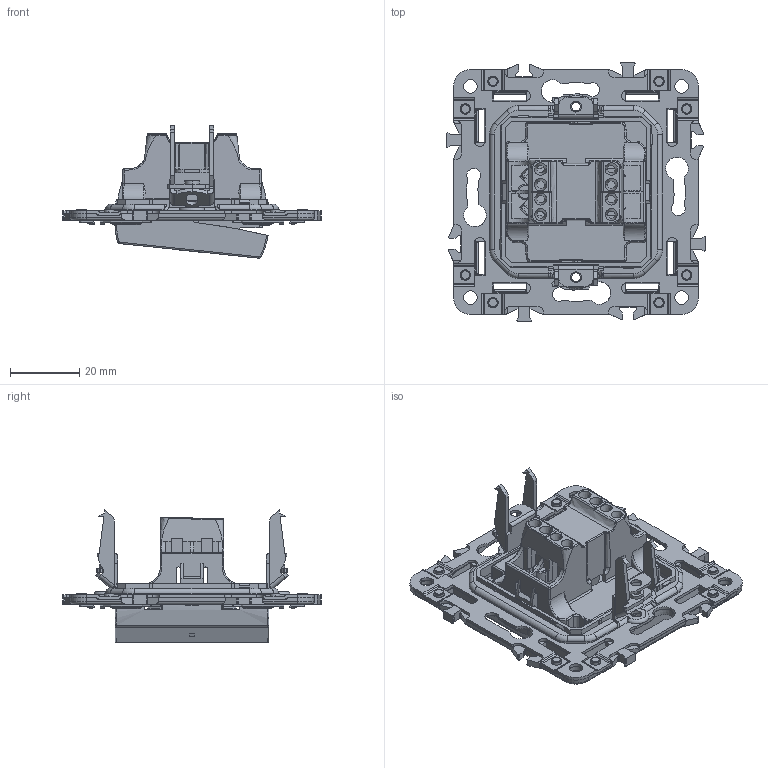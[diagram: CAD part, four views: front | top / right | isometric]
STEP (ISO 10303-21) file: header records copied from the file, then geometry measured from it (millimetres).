
FILE_DESCRIPTION (( 'STEP AP203' ), '1' );
FILE_NAME ('SK-V1-1-10-K01 SKANDY Âûêëþ÷. 1-êë. ñ èíä. 10À SK-V0 IEK.STEP', '2024-06-17T14:06:32', ( '' ), ( '' ), 'SwSTEP 2.0', 'SolidWorks 2022', '' );
FILE_SCHEMA (( 'CONFIG_CONTROL_DESIGN' ));
Products named in the file (1): SK-V1-1-10-K01 SKANDY Выключ. 1-кл. с инд. 10А SK-V0 IEK
Bounding box: 74.7 x 74.7 x 38.26 mm (x, y, z)
Volume: 19594.9 mm3; surface area: 35391.5 mm2
Topology: 9 solids, 9 shells, 2612 faces, 7391 edges, 4752 vertices
Faces by surface type: plane 1460, cylinder 787, bspline 179, cone 94, torus 76, sphere 16
Entity records: 89736 total; most frequent: CARTESIAN_POINT 23547, ORIENTED_EDGE 14754, DIRECTION 12835, EDGE_CURVE 7377, VECTOR 4911, LINE 4911, VERTEX_POINT 4750, AXIS2_PLACEMENT_3D 3962
